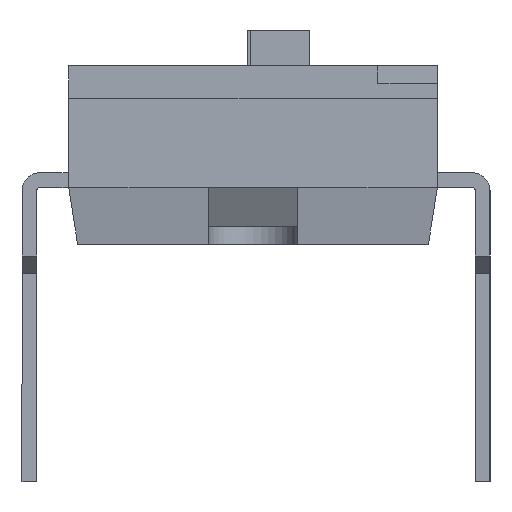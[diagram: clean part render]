
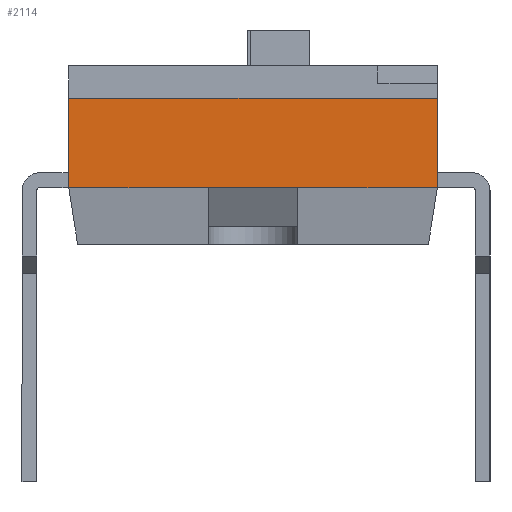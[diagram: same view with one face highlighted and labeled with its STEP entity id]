
A CAD part, left-side view. The second image highlights one B-rep face of the part: STEP entity #2114.
In plain terms, the highlighted planar face has unit normal (-1, 0, 0).
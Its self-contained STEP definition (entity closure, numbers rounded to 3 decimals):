
#2114 = ADVANCED_FACE( '', ( #4091 ), #4092, .F. );
#4091 = FACE_OUTER_BOUND( '', #6004, .T. );
#4092 = PLANE( '', #6005 );
#6004 = EDGE_LOOP( '', ( #11653, #11654, #11655, #11656, #11657, #11658 ) );
#6005 = AXIS2_PLACEMENT_3D( '', #11659, #11660, #11661 );
#11653 = ORIENTED_EDGE( '', *, *, #14240, .T. );
#11654 = ORIENTED_EDGE( '', *, *, #13715, .T. );
#11655 = ORIENTED_EDGE( '', *, *, #12642, .T. );
#11656 = ORIENTED_EDGE( '', *, *, #14375, .F. );
#11657 = ORIENTED_EDGE( '', *, *, #14120, .F. );
#11658 = ORIENTED_EDGE( '', *, *, #12954, .T. );
#11659 = CARTESIAN_POINT( '', ( -13.17, 3.1, 1.5 ) );
#11660 = DIRECTION( '', ( 1., 0., 0. ) );
#11661 = DIRECTION( '', ( 0., 0., -1. ) );
#12642 = EDGE_CURVE( '', #15141, #15142, #15143, .T. );
#12954 = EDGE_CURVE( '', #15670, #15602, #15671, .T. );
#13715 = EDGE_CURVE( '', #15820, #15141, #16820, .T. );
#14120 = EDGE_CURVE( '', #15670, #17336, #17337, .T. );
#14240 = EDGE_CURVE( '', #15602, #15820, #17473, .T. );
#14375 = EDGE_CURVE( '', #17336, #15142, #17619, .T. );
#15141 = VERTEX_POINT( '', #18885 );
#15142 = VERTEX_POINT( '', #18886 );
#15143 = LINE( '', #18887, #18888 );
#15602 = VERTEX_POINT( '', #19767 );
#15670 = VERTEX_POINT( '', #19877 );
#15671 = LINE( '', #19878, #19879 );
#15820 = VERTEX_POINT( '', #20209 );
#16820 = LINE( '', #21861, #21862 );
#17336 = VERTEX_POINT( '', #22956 );
#17337 = LINE( '', #22957, #22958 );
#17473 = LINE( '', #23190, #23191 );
#17619 = LINE( '', #23445, #23446 );
#18885 = CARTESIAN_POINT( '', ( -13.17, -0.75, 0. ) );
#18886 = CARTESIAN_POINT( '', ( -13.17, -3.1, 0. ) );
#18887 = CARTESIAN_POINT( '', ( -13.17, 3.1, 0. ) );
#18888 = VECTOR( '', #23914, 1000. );
#19767 = CARTESIAN_POINT( '', ( -13.17, 3.1, 0. ) );
#19877 = CARTESIAN_POINT( '', ( -13.17, 3.1, 1.5 ) );
#19878 = CARTESIAN_POINT( '', ( -13.17, 3.1, 1.5 ) );
#19879 = VECTOR( '', #24169, 1000. );
#20209 = CARTESIAN_POINT( '', ( -13.17, 0.75, 0. ) );
#21861 = CARTESIAN_POINT( '', ( -13.17, 0.75, 0. ) );
#21862 = VECTOR( '', #24772, 1000. );
#22956 = CARTESIAN_POINT( '', ( -13.17, -3.1, 1.5 ) );
#22957 = CARTESIAN_POINT( '', ( -13.17, 3.1, 1.5 ) );
#22958 = VECTOR( '', #25019, 1000. );
#23190 = CARTESIAN_POINT( '', ( -13.17, 3.1, 0. ) );
#23191 = VECTOR( '', #25094, 1000. );
#23445 = CARTESIAN_POINT( '', ( -13.17, -3.1, 1.5 ) );
#23446 = VECTOR( '', #25160, 1000. );
#23914 = DIRECTION( '', ( 0., -1., 0. ) );
#24169 = DIRECTION( '', ( 0., 0., -1. ) );
#24772 = DIRECTION( '', ( 0., -1., 0. ) );
#25019 = DIRECTION( '', ( 0., -1., 0. ) );
#25094 = DIRECTION( '', ( 0., -1., 0. ) );
#25160 = DIRECTION( '', ( 0., 0., -1. ) );
